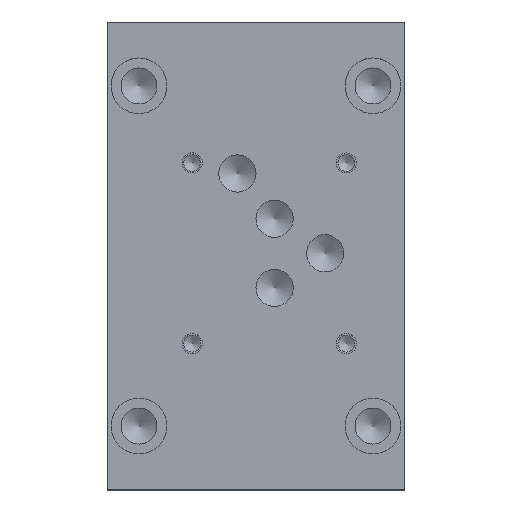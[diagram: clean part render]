
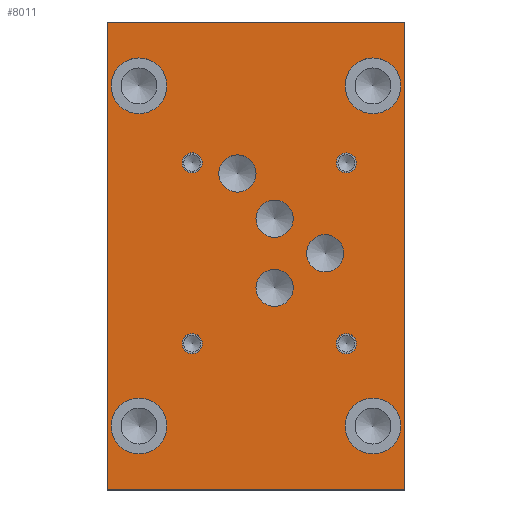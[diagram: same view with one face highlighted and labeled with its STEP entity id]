
A CAD part, top view. The second image highlights one B-rep face of the part: STEP entity #8011.
In plain terms, the highlighted planar face has unit normal (0, 0, 1).
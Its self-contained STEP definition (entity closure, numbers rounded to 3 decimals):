
#123=CIRCLE('',#8386,8.331);
#124=CIRCLE('',#8387,8.331);
#130=CIRCLE('',#8397,8.331);
#131=CIRCLE('',#8398,8.331);
#137=CIRCLE('',#8408,8.331);
#138=CIRCLE('',#8409,8.331);
#144=CIRCLE('',#8419,8.331);
#145=CIRCLE('',#8420,8.331);
#148=CIRCLE('',#8426,5.556);
#149=CIRCLE('',#8427,5.556);
#152=CIRCLE('',#8432,5.556);
#153=CIRCLE('',#8433,5.556);
#156=CIRCLE('',#8438,5.563);
#157=CIRCLE('',#8439,5.563);
#160=CIRCLE('',#8444,5.563);
#161=CIRCLE('',#8445,5.563);
#167=CIRCLE('',#8454,2.997);
#168=CIRCLE('',#8455,2.997);
#174=CIRCLE('',#8465,2.997);
#175=CIRCLE('',#8466,2.997);
#181=CIRCLE('',#8476,2.997);
#182=CIRCLE('',#8477,2.997);
#188=CIRCLE('',#8487,2.997);
#189=CIRCLE('',#8488,2.997);
#259=FACE_BOUND('',#1408,.T.);
#260=FACE_BOUND('',#1409,.T.);
#261=FACE_BOUND('',#1410,.T.);
#262=FACE_BOUND('',#1411,.T.);
#263=FACE_BOUND('',#1412,.T.);
#264=FACE_BOUND('',#1413,.T.);
#265=FACE_BOUND('',#1414,.T.);
#266=FACE_BOUND('',#1415,.T.);
#267=FACE_BOUND('',#1416,.T.);
#268=FACE_BOUND('',#1417,.T.);
#269=FACE_BOUND('',#1418,.T.);
#270=FACE_BOUND('',#1419,.T.);
#550=PLANE('',#8494);
#956=FACE_OUTER_BOUND('',#1407,.T.);
#1407=EDGE_LOOP('',(#7162,#7163,#7164,#7165));
#1408=EDGE_LOOP('',(#7166,#7167));
#1409=EDGE_LOOP('',(#7168,#7169));
#1410=EDGE_LOOP('',(#7170,#7171));
#1411=EDGE_LOOP('',(#7172,#7173));
#1412=EDGE_LOOP('',(#7174,#7175));
#1413=EDGE_LOOP('',(#7176,#7177));
#1414=EDGE_LOOP('',(#7178,#7179));
#1415=EDGE_LOOP('',(#7180,#7181));
#1416=EDGE_LOOP('',(#7182,#7183));
#1417=EDGE_LOOP('',(#7184,#7185));
#1418=EDGE_LOOP('',(#7186,#7187));
#1419=EDGE_LOOP('',(#7188,#7189));
#1787=LINE('',#12101,#2590);
#2230=LINE('',#13457,#3033);
#2233=LINE('',#13461,#3036);
#2235=LINE('',#13465,#3038);
#2590=VECTOR('',#9066,10.);
#3033=VECTOR('',#10223,10.);
#3036=VECTOR('',#10228,10.);
#3038=VECTOR('',#10234,10.);
#3515=VERTEX_POINT('',#12098);
#3516=VERTEX_POINT('',#12100);
#3863=VERTEX_POINT('',#13237);
#3864=VERTEX_POINT('',#13238);
#3871=VERTEX_POINT('',#13259);
#3872=VERTEX_POINT('',#13260);
#3879=VERTEX_POINT('',#13281);
#3880=VERTEX_POINT('',#13282);
#3887=VERTEX_POINT('',#13303);
#3888=VERTEX_POINT('',#13304);
#3892=VERTEX_POINT('',#13318);
#3893=VERTEX_POINT('',#13319);
#3897=VERTEX_POINT('',#13331);
#3898=VERTEX_POINT('',#13332);
#3902=VERTEX_POINT('',#13344);
#3903=VERTEX_POINT('',#13345);
#3907=VERTEX_POINT('',#13357);
#3908=VERTEX_POINT('',#13358);
#3915=VERTEX_POINT('',#13377);
#3916=VERTEX_POINT('',#13378);
#3923=VERTEX_POINT('',#13399);
#3924=VERTEX_POINT('',#13400);
#3931=VERTEX_POINT('',#13421);
#3932=VERTEX_POINT('',#13422);
#3939=VERTEX_POINT('',#13443);
#3940=VERTEX_POINT('',#13444);
#3943=VERTEX_POINT('',#13454);
#3944=VERTEX_POINT('',#13456);
#4433=EDGE_CURVE('',#3516,#3515,#1787,.T.);
#4930=EDGE_CURVE('',#3863,#3864,#123,.T.);
#4931=EDGE_CURVE('',#3864,#3863,#124,.T.);
#4940=EDGE_CURVE('',#3871,#3872,#130,.T.);
#4941=EDGE_CURVE('',#3872,#3871,#131,.T.);
#4950=EDGE_CURVE('',#3879,#3880,#137,.T.);
#4951=EDGE_CURVE('',#3880,#3879,#138,.T.);
#4960=EDGE_CURVE('',#3887,#3888,#144,.T.);
#4961=EDGE_CURVE('',#3888,#3887,#145,.T.);
#4967=EDGE_CURVE('',#3892,#3893,#148,.T.);
#4968=EDGE_CURVE('',#3893,#3892,#149,.T.);
#4973=EDGE_CURVE('',#3897,#3898,#152,.T.);
#4974=EDGE_CURVE('',#3898,#3897,#153,.T.);
#4979=EDGE_CURVE('',#3902,#3903,#156,.T.);
#4980=EDGE_CURVE('',#3903,#3902,#157,.T.);
#4985=EDGE_CURVE('',#3907,#3908,#160,.T.);
#4986=EDGE_CURVE('',#3908,#3907,#161,.T.);
#4994=EDGE_CURVE('',#3915,#3916,#167,.T.);
#4995=EDGE_CURVE('',#3916,#3915,#168,.T.);
#5004=EDGE_CURVE('',#3923,#3924,#174,.T.);
#5005=EDGE_CURVE('',#3924,#3923,#175,.T.);
#5014=EDGE_CURVE('',#3931,#3932,#181,.T.);
#5015=EDGE_CURVE('',#3932,#3931,#182,.T.);
#5024=EDGE_CURVE('',#3939,#3940,#188,.T.);
#5025=EDGE_CURVE('',#3940,#3939,#189,.T.);
#5030=EDGE_CURVE('',#3944,#3943,#2230,.T.);
#5033=EDGE_CURVE('',#3515,#3944,#2233,.T.);
#5035=EDGE_CURVE('',#3943,#3516,#2235,.T.);
#7162=ORIENTED_EDGE('',*,*,#5035,.T.);
#7163=ORIENTED_EDGE('',*,*,#4433,.T.);
#7164=ORIENTED_EDGE('',*,*,#5033,.T.);
#7165=ORIENTED_EDGE('',*,*,#5030,.T.);
#7166=ORIENTED_EDGE('',*,*,#4930,.T.);
#7167=ORIENTED_EDGE('',*,*,#4931,.T.);
#7168=ORIENTED_EDGE('',*,*,#4940,.T.);
#7169=ORIENTED_EDGE('',*,*,#4941,.T.);
#7170=ORIENTED_EDGE('',*,*,#4950,.T.);
#7171=ORIENTED_EDGE('',*,*,#4951,.T.);
#7172=ORIENTED_EDGE('',*,*,#4960,.T.);
#7173=ORIENTED_EDGE('',*,*,#4961,.T.);
#7174=ORIENTED_EDGE('',*,*,#4967,.T.);
#7175=ORIENTED_EDGE('',*,*,#4968,.T.);
#7176=ORIENTED_EDGE('',*,*,#4973,.T.);
#7177=ORIENTED_EDGE('',*,*,#4974,.T.);
#7178=ORIENTED_EDGE('',*,*,#4979,.T.);
#7179=ORIENTED_EDGE('',*,*,#4980,.T.);
#7180=ORIENTED_EDGE('',*,*,#4985,.T.);
#7181=ORIENTED_EDGE('',*,*,#4986,.T.);
#7182=ORIENTED_EDGE('',*,*,#4994,.T.);
#7183=ORIENTED_EDGE('',*,*,#4995,.T.);
#7184=ORIENTED_EDGE('',*,*,#5004,.T.);
#7185=ORIENTED_EDGE('',*,*,#5005,.T.);
#7186=ORIENTED_EDGE('',*,*,#5014,.T.);
#7187=ORIENTED_EDGE('',*,*,#5015,.T.);
#7188=ORIENTED_EDGE('',*,*,#5024,.T.);
#7189=ORIENTED_EDGE('',*,*,#5025,.T.);
#8011=ADVANCED_FACE('',(#956,#259,#260,#261,#262,#263,#264,#265,#266,#267,
#268,#269,#270),#550,.T.);
#8386=AXIS2_PLACEMENT_3D('',#13239,#9980,#9981);
#8387=AXIS2_PLACEMENT_3D('',#13240,#9982,#9983);
#8397=AXIS2_PLACEMENT_3D('',#13261,#10005,#10006);
#8398=AXIS2_PLACEMENT_3D('',#13262,#10007,#10008);
#8408=AXIS2_PLACEMENT_3D('',#13283,#10030,#10031);
#8409=AXIS2_PLACEMENT_3D('',#13284,#10032,#10033);
#8419=AXIS2_PLACEMENT_3D('',#13305,#10055,#10056);
#8420=AXIS2_PLACEMENT_3D('',#13306,#10057,#10058);
#8426=AXIS2_PLACEMENT_3D('',#13320,#10072,#10073);
#8427=AXIS2_PLACEMENT_3D('',#13321,#10074,#10075);
#8432=AXIS2_PLACEMENT_3D('',#13333,#10086,#10087);
#8433=AXIS2_PLACEMENT_3D('',#13334,#10088,#10089);
#8438=AXIS2_PLACEMENT_3D('',#13346,#10100,#10101);
#8439=AXIS2_PLACEMENT_3D('',#13347,#10102,#10103);
#8444=AXIS2_PLACEMENT_3D('',#13359,#10114,#10115);
#8445=AXIS2_PLACEMENT_3D('',#13360,#10116,#10117);
#8454=AXIS2_PLACEMENT_3D('',#13379,#10136,#10137);
#8455=AXIS2_PLACEMENT_3D('',#13380,#10138,#10139);
#8465=AXIS2_PLACEMENT_3D('',#13401,#10161,#10162);
#8466=AXIS2_PLACEMENT_3D('',#13402,#10163,#10164);
#8476=AXIS2_PLACEMENT_3D('',#13423,#10186,#10187);
#8477=AXIS2_PLACEMENT_3D('',#13424,#10188,#10189);
#8487=AXIS2_PLACEMENT_3D('',#13445,#10211,#10212);
#8488=AXIS2_PLACEMENT_3D('',#13446,#10213,#10214);
#8494=AXIS2_PLACEMENT_3D('',#13466,#10235,#10236);
#9066=DIRECTION('',(0.,1.,0.));
#9980=DIRECTION('center_axis',(0.,0.,-1.));
#9981=DIRECTION('ref_axis',(1.,0.,0.));
#9982=DIRECTION('center_axis',(0.,0.,-1.));
#9983=DIRECTION('ref_axis',(1.,0.,0.));
#10005=DIRECTION('center_axis',(0.,0.,-1.));
#10006=DIRECTION('ref_axis',(1.,0.,0.));
#10007=DIRECTION('center_axis',(0.,0.,-1.));
#10008=DIRECTION('ref_axis',(1.,0.,0.));
#10030=DIRECTION('center_axis',(0.,0.,-1.));
#10031=DIRECTION('ref_axis',(1.,0.,0.));
#10032=DIRECTION('center_axis',(0.,0.,-1.));
#10033=DIRECTION('ref_axis',(1.,0.,0.));
#10055=DIRECTION('center_axis',(0.,0.,-1.));
#10056=DIRECTION('ref_axis',(1.,0.,0.));
#10057=DIRECTION('center_axis',(0.,0.,-1.));
#10058=DIRECTION('ref_axis',(1.,0.,0.));
#10072=DIRECTION('center_axis',(0.,0.,-1.));
#10073=DIRECTION('ref_axis',(1.,0.,0.));
#10074=DIRECTION('center_axis',(0.,0.,-1.));
#10075=DIRECTION('ref_axis',(1.,0.,0.));
#10086=DIRECTION('center_axis',(0.,0.,-1.));
#10087=DIRECTION('ref_axis',(1.,0.,0.));
#10088=DIRECTION('center_axis',(0.,0.,-1.));
#10089=DIRECTION('ref_axis',(1.,0.,0.));
#10100=DIRECTION('center_axis',(0.,0.,-1.));
#10101=DIRECTION('ref_axis',(1.,0.,0.));
#10102=DIRECTION('center_axis',(0.,0.,-1.));
#10103=DIRECTION('ref_axis',(1.,0.,0.));
#10114=DIRECTION('center_axis',(0.,0.,-1.));
#10115=DIRECTION('ref_axis',(1.,0.,0.));
#10116=DIRECTION('center_axis',(0.,0.,-1.));
#10117=DIRECTION('ref_axis',(1.,0.,0.));
#10136=DIRECTION('center_axis',(0.,0.,-1.));
#10137=DIRECTION('ref_axis',(1.,0.,0.));
#10138=DIRECTION('center_axis',(0.,0.,-1.));
#10139=DIRECTION('ref_axis',(1.,0.,0.));
#10161=DIRECTION('center_axis',(0.,0.,-1.));
#10162=DIRECTION('ref_axis',(1.,0.,0.));
#10163=DIRECTION('center_axis',(0.,0.,-1.));
#10164=DIRECTION('ref_axis',(1.,0.,0.));
#10186=DIRECTION('center_axis',(0.,0.,-1.));
#10187=DIRECTION('ref_axis',(1.,0.,0.));
#10188=DIRECTION('center_axis',(0.,0.,-1.));
#10189=DIRECTION('ref_axis',(1.,0.,0.));
#10211=DIRECTION('center_axis',(0.,0.,-1.));
#10212=DIRECTION('ref_axis',(1.,0.,0.));
#10213=DIRECTION('center_axis',(0.,0.,-1.));
#10214=DIRECTION('ref_axis',(1.,0.,0.));
#10223=DIRECTION('',(0.,-1.,0.));
#10228=DIRECTION('',(-1.,0.,0.));
#10234=DIRECTION('',(1.,0.,0.));
#10235=DIRECTION('center_axis',(0.,0.,1.));
#10236=DIRECTION('ref_axis',(1.,0.,0.));
#12098=CARTESIAN_POINT('',(88.9,139.7,31.75));
#12100=CARTESIAN_POINT('',(88.9,0.,31.75));
#12101=CARTESIAN_POINT('',(88.9,0.,31.75));
#13237=CARTESIAN_POINT('',(17.831,120.65,31.75));
#13238=CARTESIAN_POINT('',(1.168,120.65,31.75));
#13239=CARTESIAN_POINT('Origin',(9.5,120.65,31.75));
#13240=CARTESIAN_POINT('Origin',(9.5,120.65,31.75));
#13259=CARTESIAN_POINT('',(17.856,19.05,31.75));
#13260=CARTESIAN_POINT('',(1.194,19.05,31.75));
#13261=CARTESIAN_POINT('Origin',(9.525,19.05,31.75));
#13262=CARTESIAN_POINT('Origin',(9.525,19.05,31.75));
#13281=CARTESIAN_POINT('',(87.706,19.05,31.75));
#13282=CARTESIAN_POINT('',(71.044,19.05,31.75));
#13283=CARTESIAN_POINT('Origin',(79.375,19.05,31.75));
#13284=CARTESIAN_POINT('Origin',(79.375,19.05,31.75));
#13303=CARTESIAN_POINT('',(87.706,120.65,31.75));
#13304=CARTESIAN_POINT('',(71.044,120.65,31.75));
#13305=CARTESIAN_POINT('Origin',(79.375,120.65,31.75));
#13306=CARTESIAN_POINT('Origin',(79.375,120.65,31.75));
#13318=CARTESIAN_POINT('',(55.556,80.955,31.75));
#13319=CARTESIAN_POINT('',(44.444,80.955,31.75));
#13320=CARTESIAN_POINT('Origin',(50.,80.955,31.75));
#13321=CARTESIAN_POINT('Origin',(50.,80.955,31.75));
#13331=CARTESIAN_POINT('',(55.561,60.32,31.75));
#13332=CARTESIAN_POINT('',(44.449,60.32,31.75));
#13333=CARTESIAN_POINT('Origin',(50.005,60.32,31.75));
#13334=CARTESIAN_POINT('Origin',(50.005,60.32,31.75));
#13344=CARTESIAN_POINT('',(70.663,70.637,31.75));
#13345=CARTESIAN_POINT('',(59.538,70.637,31.75));
#13346=CARTESIAN_POINT('Origin',(65.1,70.637,31.75));
#13347=CARTESIAN_POINT('Origin',(65.1,70.637,31.75));
#13357=CARTESIAN_POINT('',(44.45,94.463,31.75));
#13358=CARTESIAN_POINT('',(33.325,94.463,31.75));
#13359=CARTESIAN_POINT('Origin',(38.887,94.463,31.75));
#13360=CARTESIAN_POINT('Origin',(38.887,94.463,31.75));
#13377=CARTESIAN_POINT('',(74.422,43.65,31.75));
#13378=CARTESIAN_POINT('',(68.428,43.65,31.75));
#13379=CARTESIAN_POINT('Origin',(71.425,43.65,31.75));
#13380=CARTESIAN_POINT('Origin',(71.425,43.65,31.75));
#13399=CARTESIAN_POINT('',(28.385,43.65,31.75));
#13400=CARTESIAN_POINT('',(22.39,43.65,31.75));
#13401=CARTESIAN_POINT('Origin',(25.387,43.65,31.75));
#13402=CARTESIAN_POINT('Origin',(25.387,43.65,31.75));
#13421=CARTESIAN_POINT('',(74.422,97.625,31.75));
#13422=CARTESIAN_POINT('',(68.428,97.625,31.75));
#13423=CARTESIAN_POINT('Origin',(71.425,97.625,31.75));
#13424=CARTESIAN_POINT('Origin',(71.425,97.625,31.75));
#13443=CARTESIAN_POINT('',(28.372,97.638,31.75));
#13444=CARTESIAN_POINT('',(22.377,97.638,31.75));
#13445=CARTESIAN_POINT('Origin',(25.375,97.638,31.75));
#13446=CARTESIAN_POINT('Origin',(25.375,97.638,31.75));
#13454=CARTESIAN_POINT('',(0.,0.,31.75));
#13456=CARTESIAN_POINT('',(0.,139.7,31.75));
#13457=CARTESIAN_POINT('',(0.,139.7,31.75));
#13461=CARTESIAN_POINT('',(88.9,139.7,31.75));
#13465=CARTESIAN_POINT('',(0.,0.,31.75));
#13466=CARTESIAN_POINT('Origin',(44.45,69.85,31.75));
